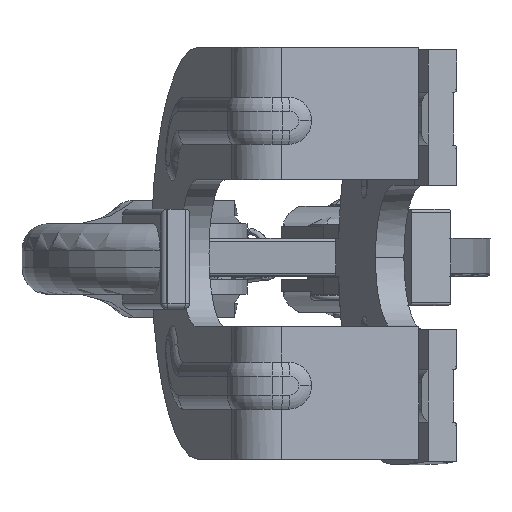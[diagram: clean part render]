
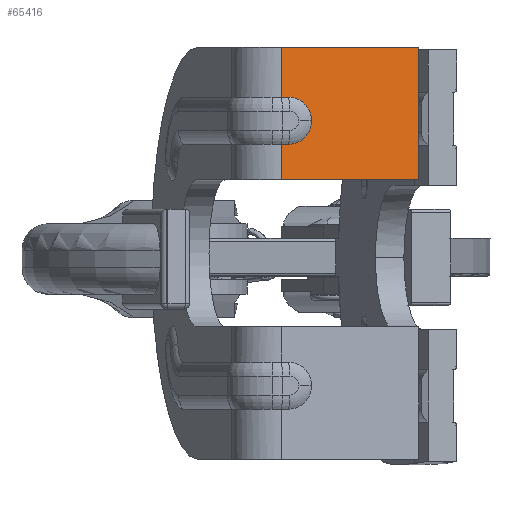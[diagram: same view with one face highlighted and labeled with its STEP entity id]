
A CAD part, left-side view. The second image highlights one B-rep face of the part: STEP entity #65416.
In plain terms, the highlighted planar face has unit normal (-0.974, -0.225, 0).
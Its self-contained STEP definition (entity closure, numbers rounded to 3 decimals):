
#1562 = CIRCLE ( 'NONE', #52793, 4. ) ;
#1826 = LINE ( 'NONE', #11120, #62438 ) ;
#2970 = EDGE_CURVE ( 'NONE', #96591, #86379, #37746, .T. ) ;
#6339 = DIRECTION ( 'NONE',  ( 0.225, -0.974, 0. ) ) ;
#11120 = CARTESIAN_POINT ( 'NONE',  ( 44708.981, 6272.065, -22.5 ) ) ;
#11367 = ORIENTED_EDGE ( 'NONE', *, *, #100890, .T. ) ;
#12162 = EDGE_LOOP ( 'NONE', ( #69795, #65921, #33443, #82280, #82187, #47758, #79492, #64371, #11367 ) ) ;
#12415 = VECTOR ( 'NONE', #38174, 1000. ) ;
#13694 = VECTOR ( 'NONE', #66437, 1000. ) ;
#13855 = AXIS2_PLACEMENT_3D ( 'NONE', #90665, #43336, #98625 ) ;
#14949 = LINE ( 'NONE', #30209, #12415 ) ;
#16738 = VECTOR ( 'NONE', #83402, 1000. ) ;
#19682 = VERTEX_POINT ( 'NONE', #50549 ) ;
#21031 = DIRECTION ( 'NONE',  ( 0.225, -0.974, 0. ) ) ;
#22400 = EDGE_CURVE ( 'NONE', #76448, #96591, #1826, .T. ) ;
#24541 = DIRECTION ( 'NONE',  ( 0., 0., 1. ) ) ;
#27138 = CARTESIAN_POINT ( 'NONE',  ( 44708.981, 6272.065, -8.5 ) ) ;
#27837 = CARTESIAN_POINT ( 'NONE',  ( 44709.267, 6270.828, -12.5 ) ) ;
#29623 = EDGE_CURVE ( 'NONE', #87075, #86497, #97960, .T. ) ;
#30209 = CARTESIAN_POINT ( 'NONE',  ( 44714.38, 6248.68, -70. ) ) ;
#33443 = ORIENTED_EDGE ( 'NONE', *, *, #75639, .F. ) ;
#35299 = FACE_OUTER_BOUND ( 'NONE', #12162, .T. ) ;
#35800 = DIRECTION ( 'NONE',  ( 0.225, -0.974, 0. ) ) ;
#37746 = LINE ( 'NONE', #75475, #16738 ) ;
#38174 = DIRECTION ( 'NONE',  ( 0., 0., 1. ) ) ;
#38728 = CARTESIAN_POINT ( 'NONE',  ( 44708.981, 6272.065, -16.5 ) ) ;
#39100 = LINE ( 'NONE', #71852, #81070 ) ;
#40330 = EDGE_CURVE ( 'NONE', #19682, #86023, #74111, .T. ) ;
#43336 = DIRECTION ( 'NONE',  ( 0.974, 0.225, 0. ) ) ;
#44558 = CARTESIAN_POINT ( 'NONE',  ( 44708.981, 6272.065, -70. ) ) ;
#47758 = ORIENTED_EDGE ( 'NONE', *, *, #100900, .T. ) ;
#48769 = VERTEX_POINT ( 'NONE', #27138 ) ;
#49748 = EDGE_CURVE ( 'NONE', #48769, #87075, #39100, .T. ) ;
#50549 = CARTESIAN_POINT ( 'NONE',  ( 44709.267, 6270.828, -8.5 ) ) ;
#50555 = DIRECTION ( 'NONE',  ( -0.225, 0.974, 0. ) ) ;
#52793 = AXIS2_PLACEMENT_3D ( 'NONE', #27837, #83100, #35800 ) ;
#53685 = AXIS2_PLACEMENT_3D ( 'NONE', #44558, #68371, #21031 ) ;
#53699 = DIRECTION ( 'NONE',  ( 0.225, -0.974, 0. ) ) ;
#54518 = VECTOR ( 'NONE', #6339, 1000. ) ;
#55950 = CARTESIAN_POINT ( 'NONE',  ( 44714.38, 6248.68, 0. ) ) ;
#60391 = PLANE ( 'NONE',  #53685 ) ;
#62438 = VECTOR ( 'NONE', #50555, 1000. ) ;
#64371 = ORIENTED_EDGE ( 'NONE', *, *, #49748, .F. ) ;
#65416 = ADVANCED_FACE ( 'NONE', ( #35299 ), #60391, .T. ) ;
#65921 = ORIENTED_EDGE ( 'NONE', *, *, #70263, .T. ) ;
#66437 = DIRECTION ( 'NONE',  ( 0.225, -0.974, 0. ) ) ;
#68371 = DIRECTION ( 'NONE',  ( -0.974, -0.225, 0. ) ) ;
#68898 = VERTEX_POINT ( 'NONE', #90113 ) ;
#69795 = ORIENTED_EDGE ( 'NONE', *, *, #40330, .T. ) ;
#70064 = CARTESIAN_POINT ( 'NONE',  ( 44708.981, 6272.065, 0. ) ) ;
#70263 = EDGE_CURVE ( 'NONE', #86023, #68898, #1562, .T. ) ;
#71852 = CARTESIAN_POINT ( 'NONE',  ( 44708.981, 6272.065, -70. ) ) ;
#74111 = CIRCLE ( 'NONE', #13855, 4. ) ;
#74295 = LINE ( 'NONE', #87561, #13694 ) ;
#75475 = CARTESIAN_POINT ( 'NONE',  ( 44708.981, 6272.065, -70. ) ) ;
#75639 = EDGE_CURVE ( 'NONE', #86379, #68898, #74295, .T. ) ;
#76448 = VERTEX_POINT ( 'NONE', #79472 ) ;
#77175 = CARTESIAN_POINT ( 'NONE',  ( 44708.981, 6272.065, -8.5 ) ) ;
#79472 = CARTESIAN_POINT ( 'NONE',  ( 44714.38, 6248.68, -22.5 ) ) ;
#79492 = ORIENTED_EDGE ( 'NONE', *, *, #29623, .F. ) ;
#81070 = VECTOR ( 'NONE', #24541, 1000. ) ;
#82187 = ORIENTED_EDGE ( 'NONE', *, *, #22400, .F. ) ;
#82280 = ORIENTED_EDGE ( 'NONE', *, *, #2970, .F. ) ;
#83100 = DIRECTION ( 'NONE',  ( 0.974, 0.225, 0. ) ) ;
#83402 = DIRECTION ( 'NONE',  ( 0., 0., 1. ) ) ;
#86023 = VERTEX_POINT ( 'NONE', #96066 ) ;
#86379 = VERTEX_POINT ( 'NONE', #38728 ) ;
#86497 = VERTEX_POINT ( 'NONE', #55950 ) ;
#87075 = VERTEX_POINT ( 'NONE', #70064 ) ;
#87561 = CARTESIAN_POINT ( 'NONE',  ( 44708.981, 6272.065, -16.5 ) ) ;
#90113 = CARTESIAN_POINT ( 'NONE',  ( 44709.267, 6270.828, -16.5 ) ) ;
#90665 = CARTESIAN_POINT ( 'NONE',  ( 44709.267, 6270.828, -12.5 ) ) ;
#93094 = CARTESIAN_POINT ( 'NONE',  ( 44708.981, 6272.065, 0. ) ) ;
#95496 = VECTOR ( 'NONE', #53699, 1000. ) ;
#96066 = CARTESIAN_POINT ( 'NONE',  ( 44710.167, 6266.93, -12.5 ) ) ;
#96591 = VERTEX_POINT ( 'NONE', #99001 ) ;
#97960 = LINE ( 'NONE', #93094, #95496 ) ;
#98625 = DIRECTION ( 'NONE',  ( 0.225, -0.974, 0. ) ) ;
#99001 = CARTESIAN_POINT ( 'NONE',  ( 44708.981, 6272.065, -22.5 ) ) ;
#99040 = LINE ( 'NONE', #77175, #54518 ) ;
#100890 = EDGE_CURVE ( 'NONE', #48769, #19682, #99040, .T. ) ;
#100900 = EDGE_CURVE ( 'NONE', #76448, #86497, #14949, .T. ) ;
